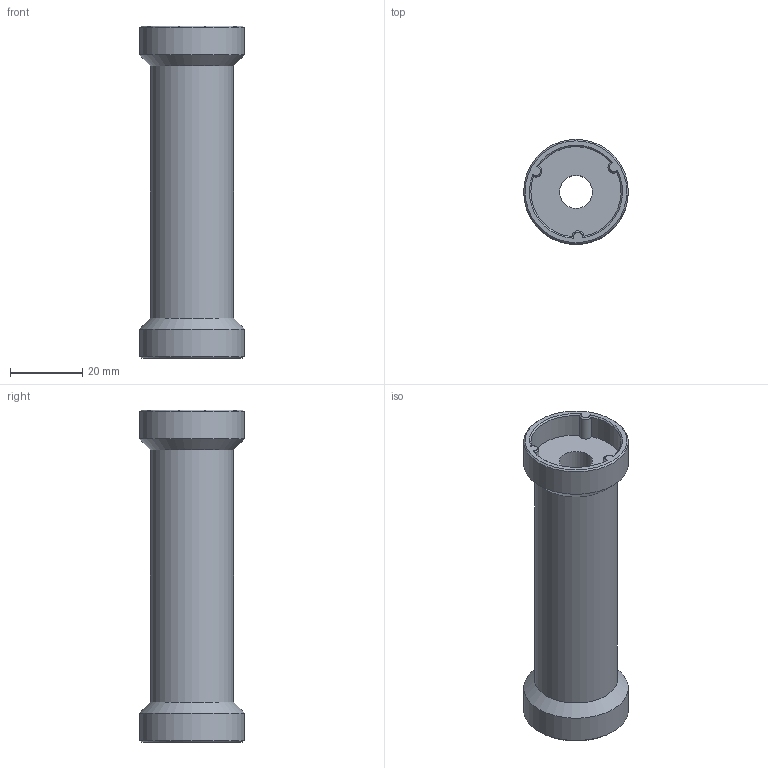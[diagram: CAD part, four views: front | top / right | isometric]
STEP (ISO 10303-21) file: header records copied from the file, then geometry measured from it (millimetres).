
FILE_DESCRIPTION(/* description */ (''),/* implementation_level */ '2;1');
FILE_NAME(/* name */ 'spool roller.step',/* time_stamp */ '2025-11-10T11:32:17-05:00',/* author */ (''),/* organization */ (''),/* preprocessor_version */ 'ST-DEVELOPER v20.1',/* originating_system */ 'Autodesk Translation Framework v14.17.0.0',/* authorisation */ '');
FILE_SCHEMA (('AUTOMOTIVE_DESIGN { 1 0 10303 214 3 1 1 }'));
Length unit declared in the file: millimetre
Products named in the file (1): spool roller
Bounding box: 29 x 29 x 92 mm (x, y, z)
Volume: 30940.5 mm3; surface area: 11739.1 mm2
Topology: 1 solids, 1 shells, 36 faces, 78 edges, 46 vertices
Faces by surface type: cone 16, cylinder 16, plane 4
Full cylindrical faces by diameter (mm): 9.2 x1, 23 x1, 29 x2
Entity records: 1033 total; most frequent: CARTESIAN_POINT 197, DIRECTION 186, ORIENTED_EDGE 156, AXIS2_PLACEMENT_3D 83, EDGE_CURVE 78, CIRCLE 46, VERTEX_POINT 46, EDGE_LOOP 40
